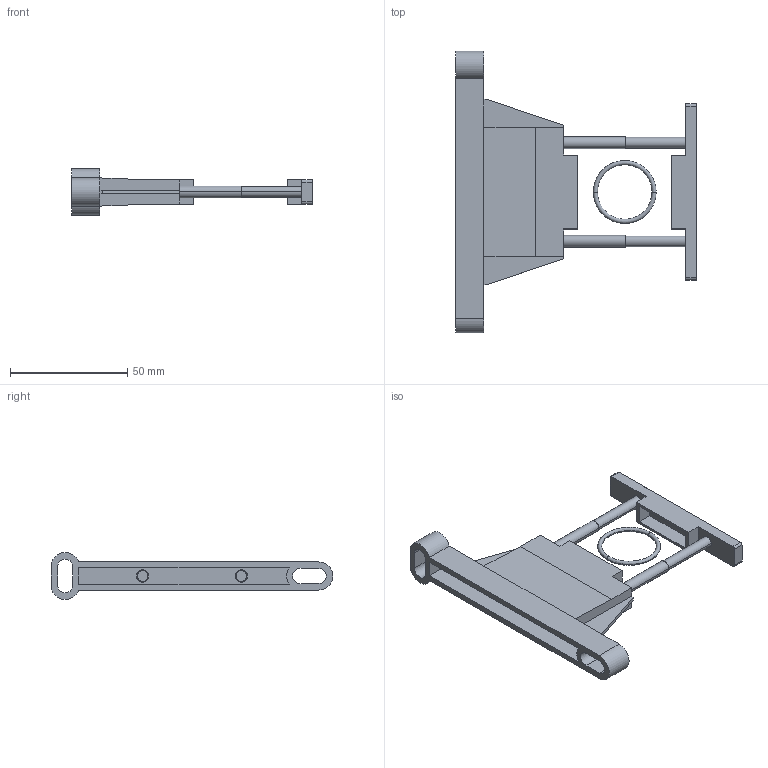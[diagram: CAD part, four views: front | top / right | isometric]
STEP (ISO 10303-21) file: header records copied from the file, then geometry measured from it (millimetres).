
FILE_DESCRIPTION (( 'STEP AP214' ), '1' );
FILE_NAME ('KN-KOP2W.STEP', '2018-08-29T15:01:59', ( '' ), ( '' ), 'SwSTEP 2.0', 'SolidWorks 2018', '' );
FILE_SCHEMA (( 'AUTOMOTIVE_DESIGN' ));
Length unit declared in the file: millimetre
Products named in the file (1): KN-KOP2W
Bounding box: 102.5 x 120 x 19.96 mm (x, y, z)
Volume: 36174.8 mm3; surface area: 22036.6 mm2
Topology: 5 solids, 5 shells, 159 faces, 364 edges, 218 vertices
Faces by surface type: plane 91, cylinder 48, cone 16, torus 4
Entity records: 6313 total; most frequent: CARTESIAN_POINT 926, DIRECTION 736, ORIENTED_EDGE 728, EDGE_CURVE 364, AXIS2_PLACEMENT_3D 260, VERTEX_POINT 218, VECTOR 216, LINE 216
